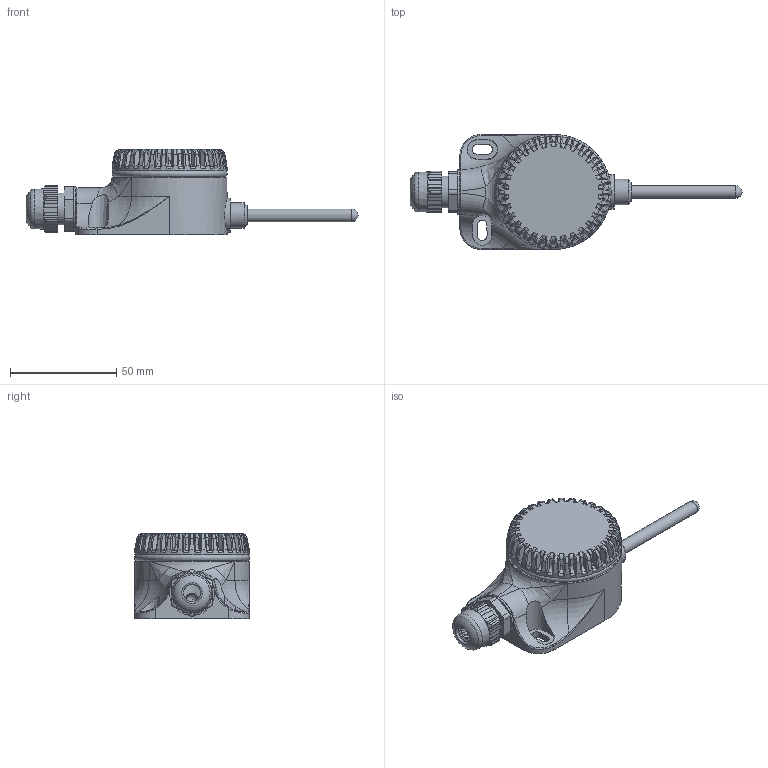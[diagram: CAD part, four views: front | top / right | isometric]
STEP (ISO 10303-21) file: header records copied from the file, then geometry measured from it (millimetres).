
FILE_DESCRIPTION(('STEP AP203'), '1');
FILE_NAME('ﾊﾓﾂﾔ.405210.003.125ﾋ.ﾕ.ﾕﾕ.L ﾝﾑﾁ', '', ('UNSPECIFIED'), ('UNSPECIFIED'), 'ASCON STEP Converter 1.6', 'ASCON Math Kernel', '');
FILE_SCHEMA(('CONFIG_CONTROL_DESIGN'));
Length unit declared in the file: millimetre
Products named in the file (10):  ЭСБ; -01
Assembly tree (9 placements, depth 4):
   ЭСБ
    (unnamed)
      (unnamed)
      -01
      (unnamed)
        (unnamed)
        (unnamed)
        (unnamed)
    (unnamed)
    (unnamed)
Bounding box: 155.95 x 54 x 40 mm (x, y, z)
Volume: 43162.9 mm3; surface area: 40317.2 mm2
Topology: 7 solids, 7 shells, 838 faces, 2214 edges, 1396 vertices
Faces by surface type: bspline 278, plane 265, cylinder 184, torus 56, cone 51, sphere 4
Full cylindrical faces by diameter (mm): 4 x4, 4.5 x2, 5 x1, 6 x2, 10 x1, 12 x1, 12.5 x1, 13.376 x1, 15 x2, 16 x2, 21 x1, 45 x1, 46.5 x1, 50 x1
Entity records: 54524 total; most frequent: CARTESIAN_POINT 30150, ORIENTED_EDGE 4320, DIRECTION 2486, EDGE_CURVE 2160, VERTEX_POINT 1391, B_SPLINE_CURVE_WITH_KNOTS 985, AXIS2_PLACEMENT_3D 907, EDGE_LOOP 907
